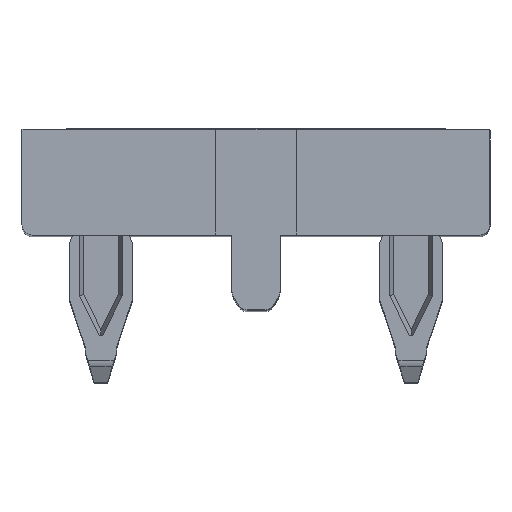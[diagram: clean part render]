
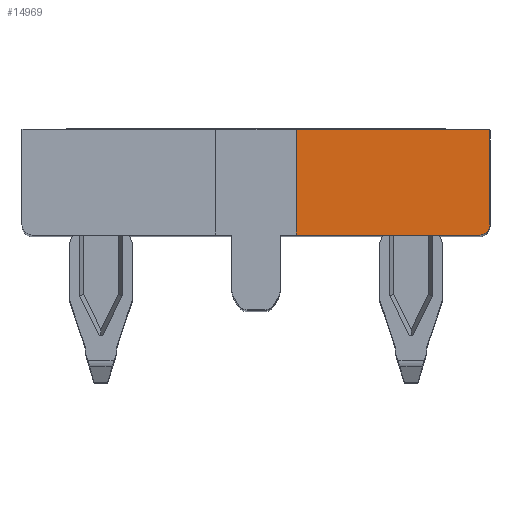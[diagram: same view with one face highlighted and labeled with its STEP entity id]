
A CAD part, top view. The second image highlights one B-rep face of the part: STEP entity #14969.
In plain terms, the highlighted planar face has unit normal (0, 0, 1).
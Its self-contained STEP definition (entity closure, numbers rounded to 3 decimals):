
#7651 = FACE_OUTER_BOUND ( 'NONE', #42353, .T. ) ;
#9913 = CARTESIAN_POINT ( 'NONE',  ( 0.45, 0., 0.975 ) ) ;
#9922 = DIRECTION ( 'NONE',  ( 1., 0., 0. ) ) ;
#14969 = ADVANCED_FACE ( 'NONE', ( #7651 ), #47141, .T. ) ;
#15701 = VERTEX_POINT ( 'NONE', #40340 ) ;
#15890 = VERTEX_POINT ( 'NONE', #40120 ) ;
#16118 = VERTEX_POINT ( 'NONE', #39876 ) ;
#16237 = VERTEX_POINT ( 'NONE', #39741 ) ;
#16385 = VERTEX_POINT ( 'NONE', #39816 ) ;
#17712 = CARTESIAN_POINT ( 'NONE',  ( 4.175, 0.2, 0.975 ) ) ;
#17713 = DIRECTION ( 'NONE',  ( 0., 0., 1. ) ) ;
#17714 = DIRECTION ( 'NONE',  ( 1., 0., 0. ) ) ;
#17715 = CARTESIAN_POINT ( 'NONE',  ( 4.375, -1.4, 0.975 ) ) ;
#17719 = DIRECTION ( 'NONE',  ( 0., 1., 0. ) ) ;
#17728 = CARTESIAN_POINT ( 'NONE',  ( 0.75, -1.4, 0.975 ) ) ;
#17729 = DIRECTION ( 'NONE',  ( 0., 1., 0. ) ) ;
#18913 = AXIS2_PLACEMENT_3D ( 'NONE', #17712, #17713, #17714 ) ;
#19606 = LINE ( 'NONE', #9913, #19615 ) ;
#19615 = VECTOR ( 'NONE', #9922, 1000. ) ;
#20425 = LINE ( 'NONE', #17715, #20437 ) ;
#20430 = CIRCLE ( 'NONE', #18913, 0.2 ) ;
#20437 = VECTOR ( 'NONE', #17719, 1000. ) ;
#20447 = LINE ( 'NONE', #17728, #20449 ) ;
#20449 = VECTOR ( 'NONE', #17729, 1000. ) ;
#24137 = CARTESIAN_POINT ( 'NONE',  ( 0.75, 1.98, 0.975 ) ) ;
#24151 = DIRECTION ( 'NONE',  ( 1., 0., 0. ) ) ;
#28983 = AXIS2_PLACEMENT_3D ( 'NONE', #47111, #47110, #47109 ) ;
#34146 = EDGE_CURVE ( 'NONE', #16385, #16118, #49262, .T. ) ;
#34295 = EDGE_CURVE ( 'NONE', #15890, #16237, #19606, .T. ) ;
#34750 = EDGE_CURVE ( 'NONE', #16237, #15701, #20430, .T. ) ;
#34753 = EDGE_CURVE ( 'NONE', #15701, #16118, #20425, .T. ) ;
#34760 = EDGE_CURVE ( 'NONE', #15890, #16385, #20447, .T. ) ;
#37156 = ORIENTED_EDGE ( 'NONE', *, *, #34295, .T. ) ;
#37157 = ORIENTED_EDGE ( 'NONE', *, *, #34750, .T. ) ;
#37158 = ORIENTED_EDGE ( 'NONE', *, *, #34753, .T. ) ;
#37159 = ORIENTED_EDGE ( 'NONE', *, *, #34146, .F. ) ;
#37160 = ORIENTED_EDGE ( 'NONE', *, *, #34760, .F. ) ;
#39741 = CARTESIAN_POINT ( 'NONE',  ( 4.175, 0., 0.975 ) ) ;
#39816 = CARTESIAN_POINT ( 'NONE',  ( 0.75, 1.98, 0.975 ) ) ;
#39876 = CARTESIAN_POINT ( 'NONE',  ( 4.375, 1.98, 0.975 ) ) ;
#40120 = CARTESIAN_POINT ( 'NONE',  ( 0.75, 0., 0.975 ) ) ;
#40340 = CARTESIAN_POINT ( 'NONE',  ( 4.375, 0.2, 0.975 ) ) ;
#42353 = EDGE_LOOP ( 'NONE', ( #37156, #37157, #37158, #37159, #37160 ) ) ;
#47109 = DIRECTION ( 'NONE',  ( 1., 0., 0. ) ) ;
#47110 = DIRECTION ( 'NONE',  ( 0., 0., 1. ) ) ;
#47111 = CARTESIAN_POINT ( 'NONE',  ( 0.75, -1.4, 0.975 ) ) ;
#47141 = PLANE ( 'NONE',  #28983 ) ;
#49262 = LINE ( 'NONE', #24137, #49269 ) ;
#49269 = VECTOR ( 'NONE', #24151, 1000. ) ;
